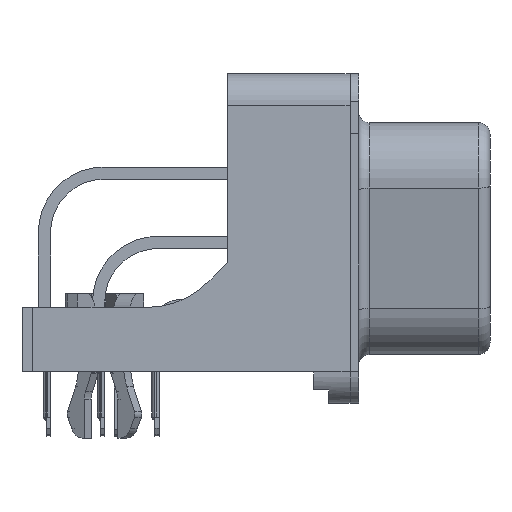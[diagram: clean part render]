
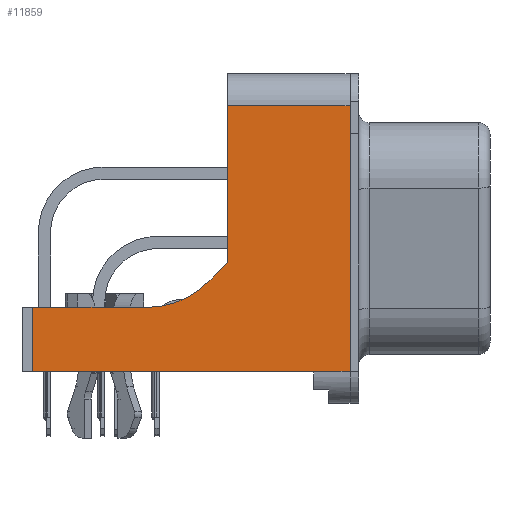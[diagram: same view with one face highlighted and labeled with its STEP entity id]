
A CAD part, front view. The second image highlights one B-rep face of the part: STEP entity #11859.
In plain terms, the highlighted planar face has unit normal (0, -1, 0).
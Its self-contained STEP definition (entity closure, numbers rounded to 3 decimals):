
#10920=PLANE('',#41636);
#11859=ADVANCED_FACE('',(#14092),#10920,.F.);
#14092=FACE_OUTER_BOUND('',#15657,.T.);
#15657=EDGE_LOOP('',(#24053,#24054,#24055,#24056,#24057,#24058,#24059,#24060));
#17875=LINE('',#54035,#20684);
#18047=LINE('',#54398,#20856);
#18126=LINE('',#54704,#20935);
#18128=LINE('',#54710,#20937);
#18129=LINE('',#54712,#20938);
#18130=LINE('',#54714,#20939);
#18131=LINE('',#54715,#20940);
#20684=VECTOR('',#44970,1.);
#20856=VECTOR('',#45164,1.);
#20935=VECTOR('',#45431,1.);
#20937=VECTOR('',#45437,1.);
#20938=VECTOR('',#45438,1.);
#20939=VECTOR('',#45439,1.);
#20940=VECTOR('',#45440,1.);
#24053=ORIENTED_EDGE('',*,*,#34785,.F.);
#24054=ORIENTED_EDGE('',*,*,#34924,.T.);
#24055=ORIENTED_EDGE('',*,*,#34927,.T.);
#24056=ORIENTED_EDGE('',*,*,#34928,.T.);
#24057=ORIENTED_EDGE('',*,*,#34929,.T.);
#24058=ORIENTED_EDGE('',*,*,#34603,.T.);
#24059=ORIENTED_EDGE('',*,*,#34930,.T.);
#24060=ORIENTED_EDGE('',*,*,#34931,.T.);
#31769=VERTEX_POINT('',#54034);
#31770=VERTEX_POINT('',#54036);
#31949=VERTEX_POINT('',#54397);
#31950=VERTEX_POINT('',#54399);
#32083=VERTEX_POINT('',#54705);
#32085=VERTEX_POINT('',#54711);
#32086=VERTEX_POINT('',#54713);
#32087=VERTEX_POINT('',#54716);
#34603=EDGE_CURVE('',#31770,#31769,#17875,.T.);
#34785=EDGE_CURVE('',#31949,#31950,#18047,.T.);
#34924=EDGE_CURVE('',#31949,#32083,#18126,.T.);
#34927=EDGE_CURVE('',#32083,#32085,#18128,.T.);
#34928=EDGE_CURVE('',#32085,#32086,#18129,.T.);
#34929=EDGE_CURVE('',#32086,#31770,#18130,.T.);
#34930=EDGE_CURVE('',#31769,#32087,#18131,.T.);
#34931=EDGE_CURVE('',#32087,#31950,#38524,.T.);
#38524=CIRCLE('',#41635,4.);
#41635=AXIS2_PLACEMENT_3D('',#54717,#45441,#45442);
#41636=AXIS2_PLACEMENT_3D('',#54718,#45443,#45444);
#44970=DIRECTION('',(0.,0.,-1.));
#45164=DIRECTION('',(1.,0.,0.));
#45431=DIRECTION('',(0.,0.,-1.));
#45437=DIRECTION('',(1.,0.,0.));
#45438=DIRECTION('',(0.,0.,1.));
#45439=DIRECTION('',(-1.,0.,0.));
#45440=DIRECTION('',(-0.707,0.,-0.707));
#45441=DIRECTION('',(0.,1.,0.));
#45442=DIRECTION('',(0.,0.,1.));
#45443=DIRECTION('',(0.,1.,0.));
#45444=DIRECTION('',(0.,0.,1.));
#54034=CARTESIAN_POINT('',(-5.7,-33.5,7.855));
#54035=CARTESIAN_POINT('',(-5.7,-33.5,16.65));
#54036=CARTESIAN_POINT('',(-5.7,-33.5,15.15));
#54397=CARTESIAN_POINT('',(-14.8,-33.5,5.755));
#54398=CARTESIAN_POINT('',(-14.8,-33.5,5.755));
#54399=CARTESIAN_POINT('',(-9.457,-33.5,5.755));
#54704=CARTESIAN_POINT('',(-14.8,-33.5,5.75));
#54705=CARTESIAN_POINT('',(-14.8,-33.5,2.77));
#54710=CARTESIAN_POINT('',(-5.,-33.5,2.77));
#54711=CARTESIAN_POINT('',(0.,-33.5,2.77));
#54712=CARTESIAN_POINT('',(0.,-33.5,3.25));
#54713=CARTESIAN_POINT('',(0.,-33.5,15.15));
#54714=CARTESIAN_POINT('',(-5.,-33.5,15.15));
#54715=CARTESIAN_POINT('',(-5.7,-33.5,7.855));
#54716=CARTESIAN_POINT('',(-6.628,-33.5,6.927));
#54717=CARTESIAN_POINT('',(-9.457,-33.5,9.755));
#54718=CARTESIAN_POINT('',(-5.,-33.5,6.75));
